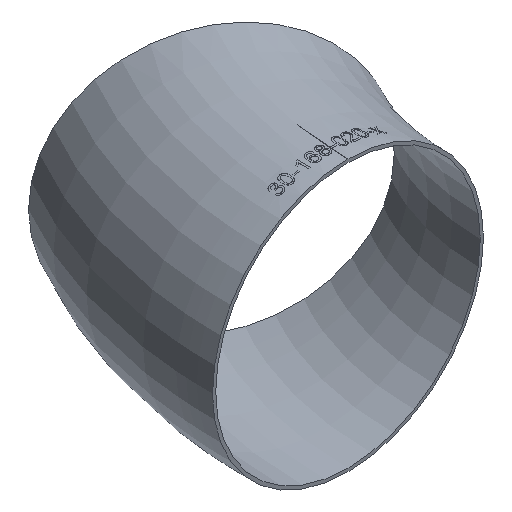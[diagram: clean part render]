
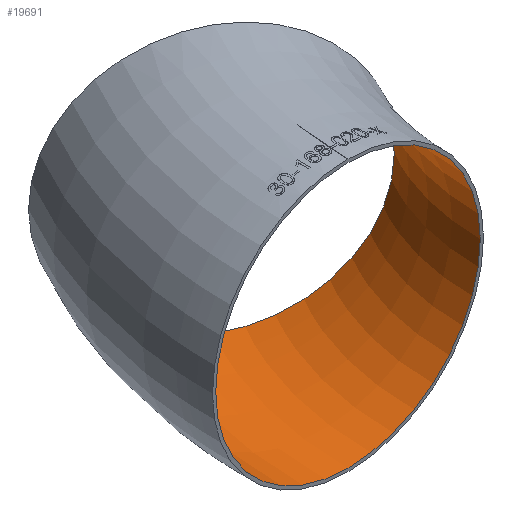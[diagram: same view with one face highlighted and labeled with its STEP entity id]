
A CAD part, isometric view. The second image highlights one B-rep face of the part: STEP entity #19691.
In plain terms, the highlighted toroidal (fillet/blend) face has major radius 228 mm and minor radius 82.15 mm.
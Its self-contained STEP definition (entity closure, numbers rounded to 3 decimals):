
#110 = DIRECTION ( 'NONE',  ( 0., 1., 0. ) ) ;
#324 = TOROIDAL_SURFACE ( 'NONE', #24951, 228., 82.15 ) ;
#1735 = DIRECTION ( 'NONE',  ( 0.5, 0.866, 0. ) ) ;
#3422 = EDGE_CURVE ( 'NONE', #21660, #21660, #10622, .T. ) ;
#5562 = FACE_OUTER_BOUND ( 'NONE', #13173, .T. ) ;
#9323 = DIRECTION ( 'NONE',  ( 0., 0., 1. ) ) ;
#9486 = AXIS2_PLACEMENT_3D ( 'NONE', #15775, #1735, #29692 ) ;
#10023 = CARTESIAN_POINT ( 'NONE',  ( -268.598, 155.075, 0. ) ) ;
#10622 = CIRCLE ( 'NONE', #23669, 82.15 ) ;
#11147 = ORIENTED_EDGE ( 'NONE', *, *, #3422, .F. ) ;
#12792 = CARTESIAN_POINT ( 'NONE',  ( 0., 0., 0. ) ) ;
#13173 = EDGE_LOOP ( 'NONE', ( #28599 ) ) ;
#13575 = EDGE_LOOP ( 'NONE', ( #11147 ) ) ;
#14396 = VERTEX_POINT ( 'NONE', #10023 ) ;
#15758 = CIRCLE ( 'NONE', #9486, 82.15 ) ;
#15775 = CARTESIAN_POINT ( 'NONE',  ( -197.454, 114., 0. ) ) ;
#19691 = ADVANCED_FACE ( 'NONE', ( #5562, #26597 ), #324, .F. ) ;
#21505 = CARTESIAN_POINT ( 'NONE',  ( -228., 0., 82.15 ) ) ;
#21660 = VERTEX_POINT ( 'NONE', #21505 ) ;
#22292 = EDGE_CURVE ( 'NONE', #14396, #14396, #15758, .T. ) ;
#22487 = CARTESIAN_POINT ( 'NONE',  ( -228., 0., 0. ) ) ;
#23669 = AXIS2_PLACEMENT_3D ( 'NONE', #22487, #110, #9323 ) ;
#24305 = DIRECTION ( 'NONE',  ( 0., 0., -1. ) ) ;
#24951 = AXIS2_PLACEMENT_3D ( 'NONE', #12792, #24305, #28696 ) ;
#26597 = FACE_OUTER_BOUND ( 'NONE', #13575, .T. ) ;
#28599 = ORIENTED_EDGE ( 'NONE', *, *, #22292, .T. ) ;
#28696 = DIRECTION ( 'NONE',  ( -1., 0., 0. ) ) ;
#29692 = DIRECTION ( 'NONE',  ( -0.866, 0.5, 0. ) ) ;
